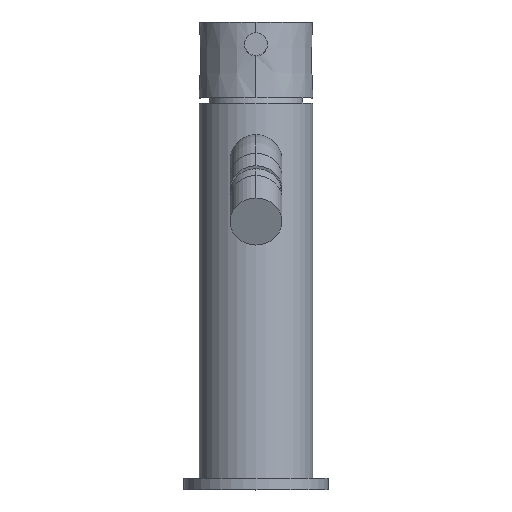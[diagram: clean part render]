
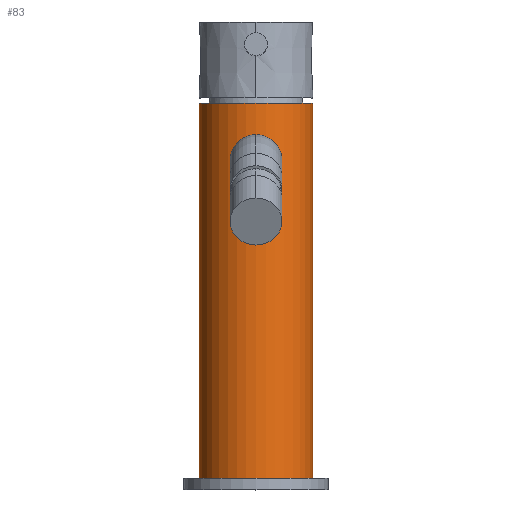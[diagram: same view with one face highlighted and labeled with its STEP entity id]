
A CAD part, top view. The second image highlights one B-rep face of the part: STEP entity #83.
In plain terms, the highlighted cylindrical face has radius 19.75 mm (diameter 39.5 mm), a partial arc.
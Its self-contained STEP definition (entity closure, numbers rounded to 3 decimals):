
#32=CARTESIAN_POINT('',(0.,0.,0.));
#33=DIRECTION('',(0.,-1.,0.));
#34=DIRECTION('',(1.,0.,0.));
#35=AXIS2_PLACEMENT_3D('',#32,#33,#34);
#37=DIRECTION('',(0.,1.,0.));
#38=VECTOR('',#37,130.);
#39=CARTESIAN_POINT('',(19.75,0.,0.));
#40=LINE('',#39,#38);
#41=DIRECTION('',(0.,1.,0.));
#42=VECTOR('',#41,130.);
#43=CARTESIAN_POINT('',(-19.75,0.,0.));
#44=LINE('',#43,#42);
#50=CARTESIAN_POINT('',(0.,130.,0.));
#51=DIRECTION('',(0.,-1.,0.));
#52=DIRECTION('',(1.,0.,0.));
#53=AXIS2_PLACEMENT_3D('',#50,#51,#52);
#60=CARTESIAN_POINT('',(19.75,0.,0.));
#61=CARTESIAN_POINT('',(19.75,130.,0.));
#62=VERTEX_POINT('',#60);
#63=VERTEX_POINT('',#61);
#64=CARTESIAN_POINT('',(-19.75,0.,0.));
#65=CARTESIAN_POINT('',(-19.75,130.,0.));
#66=VERTEX_POINT('',#64);
#67=VERTEX_POINT('',#65);
#68=CARTESIAN_POINT('',(0.,136.5,0.));
#69=DIRECTION('',(0.,-1.,0.));
#70=DIRECTION('',(-1.,0.,0.));
#71=AXIS2_PLACEMENT_3D('',#68,#69,#70);
#72=CYLINDRICAL_SURFACE('',#71,19.75);
#74=ORIENTED_EDGE('',*,*,#73,.F.);
#76=ORIENTED_EDGE('',*,*,#75,.T.);
#78=ORIENTED_EDGE('',*,*,#77,.T.);
#80=ORIENTED_EDGE('',*,*,#79,.F.);
#81=EDGE_LOOP('',(#74,#76,#78,#80));
#82=FACE_OUTER_BOUND('',#81,.F.);
#83=ADVANCED_FACE('',(#82),#72,.T.);
#36=CIRCLE('',#35,19.75);
#54=CIRCLE('',#53,19.75);
#73=EDGE_CURVE('',#62,#63,#40,.T.);
#75=EDGE_CURVE('',#62,#66,#36,.T.);
#77=EDGE_CURVE('',#66,#67,#44,.T.);
#79=EDGE_CURVE('',#63,#67,#54,.T.);
